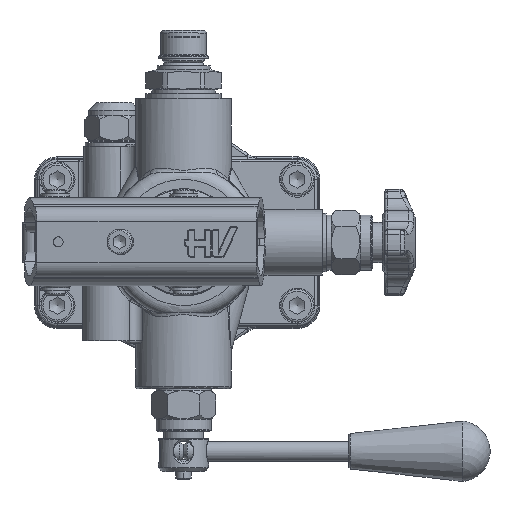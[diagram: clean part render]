
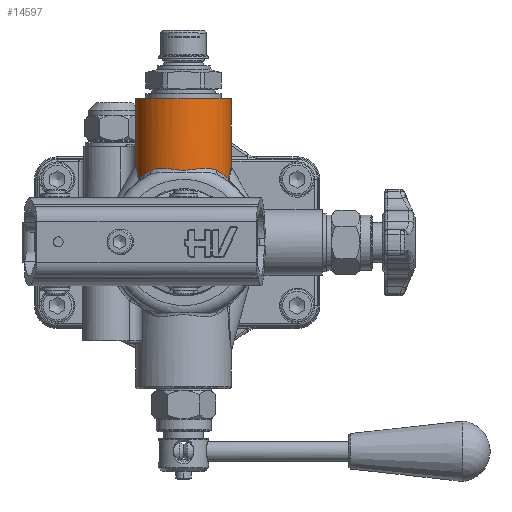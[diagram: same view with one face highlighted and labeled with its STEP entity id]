
A CAD part, top view. The second image highlights one B-rep face of the part: STEP entity #14597.
In plain terms, the highlighted cylindrical face has radius 19 mm (diameter 38 mm), a full revolution.
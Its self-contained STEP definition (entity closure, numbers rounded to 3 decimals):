
#12132=CARTESIAN_POINT('',(-10.797,28.425,52.571));
#12133=VERTEX_POINT('',#12132);
#12159=CARTESIAN_POINT('',(15.797,28.425,52.571));
#12160=VERTEX_POINT('',#12159);
#12168=CARTESIAN_POINT('',(15.797,28.425,52.571));
#12169=CARTESIAN_POINT('',(14.852,28.965,53.498));
#12170=CARTESIAN_POINT('',(12.63,29.567,55.267));
#12171=CARTESIAN_POINT('',(9.399,29.374,56.8));
#12172=CARTESIAN_POINT('',(6.694,28.984,57.571));
#12173=CARTESIAN_POINT('',(4.444,28.666,57.95));
#12174=CARTESIAN_POINT('',(2.319,28.562,58.04));
#12175=CARTESIAN_POINT('',(-0.497,28.771,57.842));
#12176=CARTESIAN_POINT('',(-3.757,29.341,57.106));
#12177=CARTESIAN_POINT('',(-7.303,29.545,55.421));
#12178=CARTESIAN_POINT('',(-9.572,29.044,53.724));
#12179=CARTESIAN_POINT('',(-10.561,28.56,52.803));
#12180=CARTESIAN_POINT('',(-10.797,28.425,52.571));
#12181=B_SPLINE_CURVE_WITH_KNOTS('',3,(#12168,#12169,#12170,#12171,#12172,#12173,#12174,#12175,#12176,#12177,#12178,#12179,#12180),.UNSPECIFIED.,.F.,.U.,(4,1,1,1,1,1,1,1,1,1,4),(-3.274,-2.806,-2.339,-2.105,-1.871,-1.579,-1.403,-0.935,-0.468,-0.117,0.),.UNSPECIFIED.);
#12182=EDGE_CURVE('',#12160,#12133,#12181,.T.);
#13253=CARTESIAN_POINT('',(-15.885,39.,34.203));
#13254=VERTEX_POINT('',#13253);
#13262=CARTESIAN_POINT('',(-8.49,39.,23.501));
#13263=VERTEX_POINT('',#13262);
#13264=CARTESIAN_POINT('',(2.5,39.,39.0));
#13265=DIRECTION('',(0.0,1.0,0.0));
#13266=DIRECTION('',(1.0,0.0,0.0));
#13267=AXIS2_PLACEMENT_3D('',#13264,#13265,#13266);
#13268=CIRCLE('',#13267,19.);
#13269=EDGE_CURVE('',#13263,#13254,#13268,.T.);
#13305=CARTESIAN_POINT('',(-5.958,38.,21.986));
#13306=VERTEX_POINT('',#13305);
#13314=CARTESIAN_POINT('',(-5.958,30.604,21.986));
#13315=VERTEX_POINT('',#13314);
#13316=CARTESIAN_POINT('',(-5.958,38.,21.986));
#13317=DIRECTION('',(0.0,-1.0,0.0));
#13318=VECTOR('',#13317,7.396);
#13319=LINE('',#13316,#13318);
#13320=EDGE_CURVE('',#13306,#13315,#13319,.T.);
#13356=CARTESIAN_POINT('',(-16.406,38.,37.108));
#13357=VERTEX_POINT('',#13356);
#13365=CARTESIAN_POINT('',(-15.885,39.,34.203));
#13366=CARTESIAN_POINT('',(-15.927,39.,34.367));
#13367=CARTESIAN_POINT('',(-15.975,38.984,34.557));
#13368=CARTESIAN_POINT('',(-16.196,38.794,35.528));
#13369=CARTESIAN_POINT('',(-16.324,38.408,36.301));
#13370=CARTESIAN_POINT('',(-16.405,38.003,37.103));
#13371=CARTESIAN_POINT('',(-16.405,38.001,37.105));
#13372=CARTESIAN_POINT('',(-16.406,38.,37.108));
#13373=B_SPLINE_CURVE_WITH_KNOTS('',3,(#13365,#13366,#13367,#13368,#13369,#13370,#13371,#13372),.UNSPECIFIED.,.F.,.U.,(4,2,2,4),(0.777,0.821,0.967,0.968),.UNSPECIFIED.);
#13374=EDGE_CURVE('',#13357,#13254,#13373,.F.);
#13841=CARTESIAN_POINT('',(-15.189,25.333,45.935));
#13842=VERTEX_POINT('',#13841);
#13859=CARTESIAN_POINT('',(-10.797,28.425,52.571));
#13860=CARTESIAN_POINT('',(-12.683,27.348,50.724));
#13861=CARTESIAN_POINT('',(-14.196,26.179,48.467));
#13862=CARTESIAN_POINT('',(-15.189,25.333,45.935));
#13863=B_SPLINE_CURVE_WITH_KNOTS('',3,(#13859,#13860,#13861,#13862),.UNSPECIFIED.,.F.,.U.,(4,4),(0.0,0.933),.UNSPECIFIED.);
#13864=EDGE_CURVE('',#12133,#13842,#13863,.T.);
#14322=CARTESIAN_POINT('',(20.237,25.292,45.812));
#14323=VERTEX_POINT('',#14322);
#14335=CARTESIAN_POINT('',(20.237,25.292,45.813));
#14336=CARTESIAN_POINT('',(19.242,26.144,48.403));
#14337=CARTESIAN_POINT('',(17.716,27.329,50.691));
#14338=CARTESIAN_POINT('',(15.797,28.425,52.571));
#14339=B_SPLINE_CURVE_WITH_KNOTS('',3,(#14335,#14336,#14337,#14338),.UNSPECIFIED.,.F.,.U.,(4,4),(9.304,10.254),.UNSPECIFIED.);
#14340=EDGE_CURVE('',#14323,#12160,#14339,.T.);
#14399=CARTESIAN_POINT('',(20.237,25.292,32.188));
#14400=VERTEX_POINT('',#14399);
#14412=CARTESIAN_POINT('',(-5.958,30.604,21.986));
#14413=CARTESIAN_POINT('',(-5.196,30.862,21.608));
#14414=CARTESIAN_POINT('',(-2.89,31.531,20.647));
#14415=CARTESIAN_POINT('',(1.286,32.137,19.81));
#14416=CARTESIAN_POINT('',(8.094,31.789,20.296));
#14417=CARTESIAN_POINT('',(14.065,29.597,23.341));
#14418=CARTESIAN_POINT('',(18.216,26.944,28.001));
#14419=CARTESIAN_POINT('',(19.69,25.76,30.766));
#14420=CARTESIAN_POINT('',(20.237,25.292,32.188));
#14421=B_SPLINE_CURVE_WITH_KNOTS('',3,(#14412,#14413,#14414,#14415,#14416,#14417,#14418,#14419,#14420),.UNSPECIFIED.,.F.,.U.,(4,1,1,1,1,1,4),(4.146,4.437,4.994,5.552,6.666,7.223,7.746),.UNSPECIFIED.);
#14422=EDGE_CURVE('',#13315,#14400,#14421,.T.);
#14532=CARTESIAN_POINT('',(2.5,0.0,39.0));
#14533=DIRECTION('',(0.0,1.0,0.0));
#14534=DIRECTION('',(1.0,0.0,0.0));
#14535=AXIS2_PLACEMENT_3D('',#14532,#14533,#14534);
#14536=CYLINDRICAL_SURFACE('',#14535,19.);
#14537=CARTESIAN_POINT('',(20.237,25.292,32.188));
#14538=CARTESIAN_POINT('',(20.379,26.061,32.558));
#14539=CARTESIAN_POINT('',(20.862,28.254,33.881));
#14540=CARTESIAN_POINT('',(21.514,30.155,36.86));
#14541=CARTESIAN_POINT('',(21.513,30.15,40.27));
#14542=CARTESIAN_POINT('',(21.192,29.22,42.634));
#14543=CARTESIAN_POINT('',(20.702,27.526,44.537));
#14544=CARTESIAN_POINT('',(20.379,26.061,45.442));
#14545=CARTESIAN_POINT('',(20.237,25.292,45.812));
#14546=B_SPLINE_CURVE_WITH_KNOTS('',3,(#14537,#14538,#14539,#14540,#14541,#14542,#14543,#14544,#14545),.UNSPECIFIED.,.F.,.U.,(4,1,1,1,1,1,4),(-1.838,-1.576,-1.05,-0.788,-0.525,-0.263,0.0),.UNSPECIFIED.);
#14547=EDGE_CURVE('',#14400,#14323,#14546,.T.);
#14548=ORIENTED_EDGE('',*,*,#14547,.F.);
#14549=ORIENTED_EDGE('',*,*,#14422,.F.);
#14550=ORIENTED_EDGE('',*,*,#13320,.F.);
#14551=CARTESIAN_POINT('',(-5.958,38.,21.986));
#14552=CARTESIAN_POINT('',(-5.96,38.001,21.988));
#14553=CARTESIAN_POINT('',(-5.963,38.003,21.989));
#14554=CARTESIAN_POINT('',(-6.684,38.408,22.348));
#14555=CARTESIAN_POINT('',(-7.361,38.794,22.741));
#14556=CARTESIAN_POINT('',(-8.191,38.984,23.292));
#14557=CARTESIAN_POINT('',(-8.353,39.,23.404));
#14558=CARTESIAN_POINT('',(-8.49,39.,23.501));
#14559=B_SPLINE_CURVE_WITH_KNOTS('',3,(#14551,#14552,#14553,#14554,#14555,#14556,#14557,#14558),.UNSPECIFIED.,.F.,.U.,(4,2,2,4),(-0.001,0.0,0.269,0.35),.UNSPECIFIED.);
#14560=EDGE_CURVE('',#13263,#13306,#14559,.F.);
#14561=ORIENTED_EDGE('',*,*,#14560,.F.);
#14562=ORIENTED_EDGE('',*,*,#13269,.T.);
#14563=ORIENTED_EDGE('',*,*,#13374,.F.);
#14564=CARTESIAN_POINT('',(-16.406,30.428,37.108));
#14565=VERTEX_POINT('',#14564);
#14566=CARTESIAN_POINT('',(-16.406,38.,37.108));
#14567=DIRECTION('',(0.0,-1.0,0.0));
#14568=VECTOR('',#14567,7.572);
#14569=LINE('',#14566,#14568);
#14570=EDGE_CURVE('',#13357,#14565,#14569,.T.);
#14571=ORIENTED_EDGE('',*,*,#14570,.T.);
#14572=CARTESIAN_POINT('',(-15.189,25.333,45.935));
#14573=CARTESIAN_POINT('',(-15.429,26.833,45.322));
#14574=CARTESIAN_POINT('',(-15.98,29.164,43.817));
#14575=CARTESIAN_POINT('',(-16.549,30.851,40.344));
#14576=CARTESIAN_POINT('',(-16.508,30.738,38.128));
#14577=CARTESIAN_POINT('',(-16.406,30.428,37.108));
#14578=B_SPLINE_CURVE_WITH_KNOTS('',3,(#14572,#14573,#14574,#14575,#14576,#14577),.UNSPECIFIED.,.F.,.U.,(4,1,1,4),(-1.152,-0.658,-0.329,0.0),.UNSPECIFIED.);
#14579=EDGE_CURVE('',#13842,#14565,#14578,.T.);
#14580=ORIENTED_EDGE('',*,*,#14579,.F.);
#14581=ORIENTED_EDGE('',*,*,#13864,.F.);
#14582=ORIENTED_EDGE('',*,*,#12182,.F.);
#14583=ORIENTED_EDGE('',*,*,#14340,.F.);
#14584=EDGE_LOOP('',(#14548,#14549,#14550,#14561,#14562,#14563,#14571,#14580,#14581,#14582,#14583));
#14585=FACE_OUTER_BOUND('',#14584,.T.);
#14586=CARTESIAN_POINT('',(-16.5,57.,39.));
#14587=VERTEX_POINT('',#14586);
#14588=CARTESIAN_POINT('',(2.5,57.,39.0));
#14589=DIRECTION('',(0.0,1.0,0.0));
#14590=DIRECTION('',(1.0,0.0,0.0));
#14591=AXIS2_PLACEMENT_3D('',#14588,#14589,#14590);
#14592=CIRCLE('',#14591,19.);
#14593=EDGE_CURVE('',#14587,#14587,#14592,.T.);
#14594=ORIENTED_EDGE('',*,*,#14593,.F.);
#14595=EDGE_LOOP('',(#14594));
#14596=FACE_BOUND('',#14595,.T.);
#14597=ADVANCED_FACE('',(#14585,#14596),#14536,.T.);
